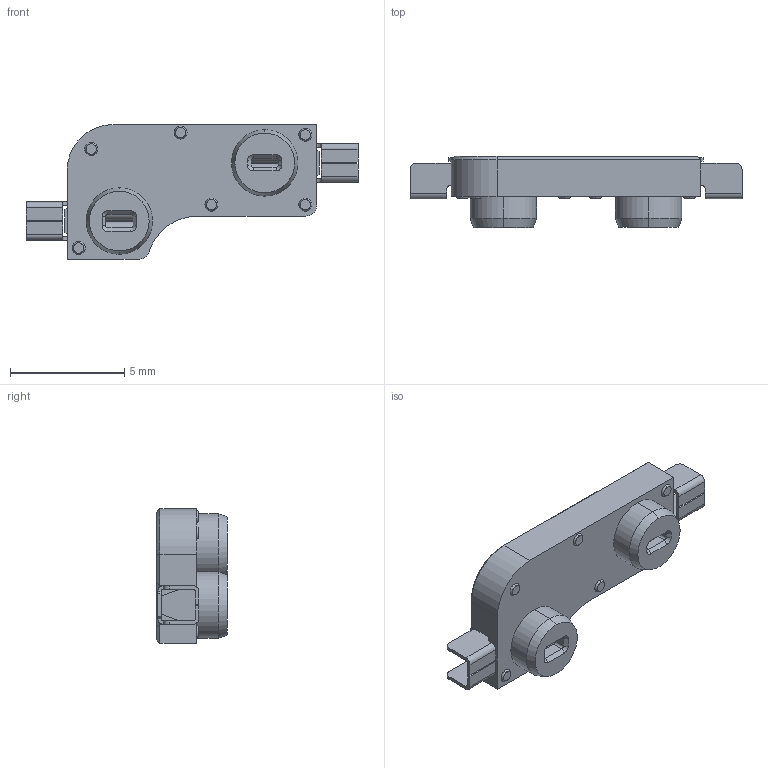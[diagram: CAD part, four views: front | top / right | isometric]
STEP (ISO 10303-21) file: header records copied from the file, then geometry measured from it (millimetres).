
FILE_DESCRIPTION (( 'STEP AP214' ), '1' );
FILE_NAME ('PG151101S11.STEP', '2021-11-05T20:09:52', ( '' ), ( '' ), 'SwSTEP 2.0', 'SolidWorks 2017', '' );
FILE_SCHEMA (( 'AUTOMOTIVE_DESIGN' ));
Length unit declared in the file: millimetre
Products named in the file (1): PG151101S11
Bounding box: 14.5 x 3.1 x 5.89 mm (x, y, z)
Volume: 94.6 mm3; surface area: 318.3 mm2
Topology: 3 solids, 3 shells, 232 faces, 585 edges, 367 vertices
Faces by surface type: plane 156, cylinder 48, cone 28
Entity records: 6913 total; most frequent: DIRECTION 1187, CARTESIAN_POINT 1185, ORIENTED_EDGE 1170, EDGE_CURVE 585, LINE 449, VECTOR 449, AXIS2_PLACEMENT_3D 369, VERTEX_POINT 367
